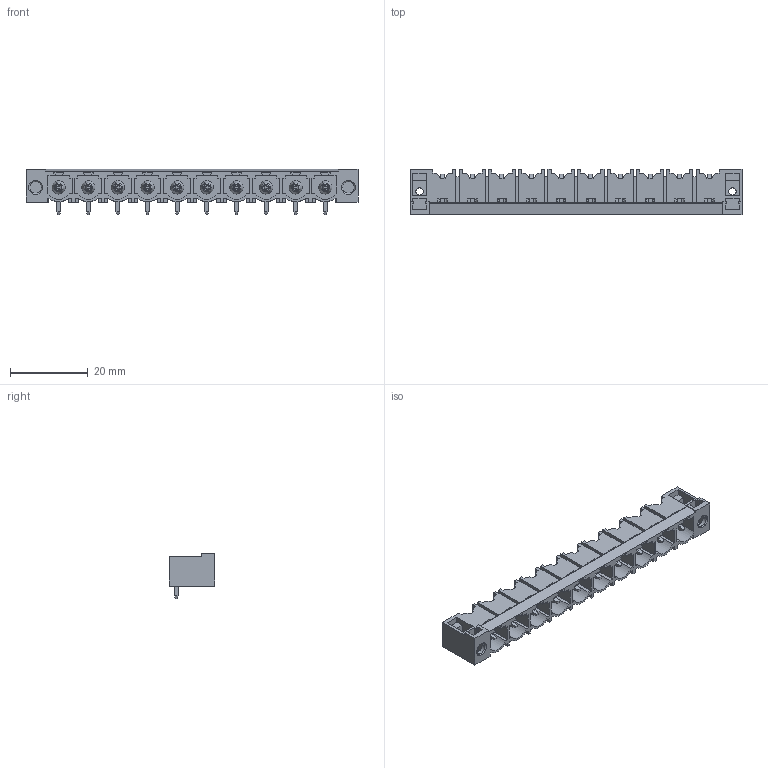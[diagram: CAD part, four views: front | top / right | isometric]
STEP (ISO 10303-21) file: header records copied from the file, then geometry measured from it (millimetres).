
FILE_DESCRIPTION(('CATIA V5 STEP Exchange','CAx-IF Rec.Pracs.--- Model Styling and Organization---1.2---2011-12-15'),'2;1');
FILE_NAME ('D1448665_0_1124380000_1124380000.stp','2018-11-14T13:55:34+00:00',('none'),('Weidmueller'),'CATIA Version 5-6 Release 2014','CATIA V5 STEP AP214','none');
FILE_SCHEMA(('AUTOMOTIVE_DESIGN { 1 0 10303 214 1 1 1 1 }'));
Length unit declared in the file: millimetre
Products named in the file (1): 1124380000
Bounding box: 85.38 x 11.75 x 11.6 mm (x, y, z)
Volume: 3246.5 mm3; surface area: 7680.1 mm2
Topology: 11 solids, 11 shells, 779 faces, 2167 edges, 1412 vertices
Faces by surface type: plane 639, cylinder 92, cone 28, torus 20
Entity records: 22250 total; most frequent: ORIENTED_EDGE 4334, CARTESIAN_POINT 4077, DIRECTION 2801, EDGE_CURVE 2147, VECTOR 1795, LINE 1795, VERTEX_POINT 1372, EDGE_LOOP 833
